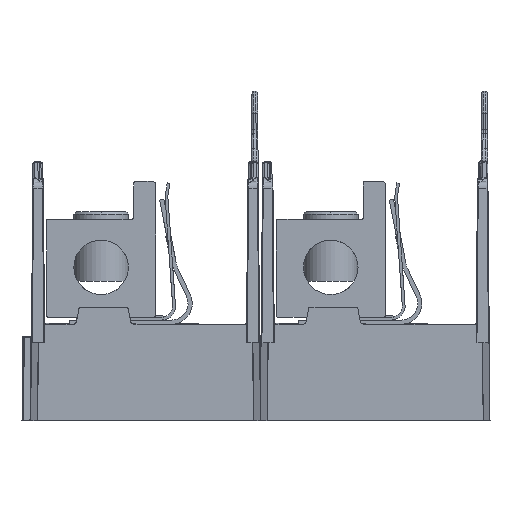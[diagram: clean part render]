
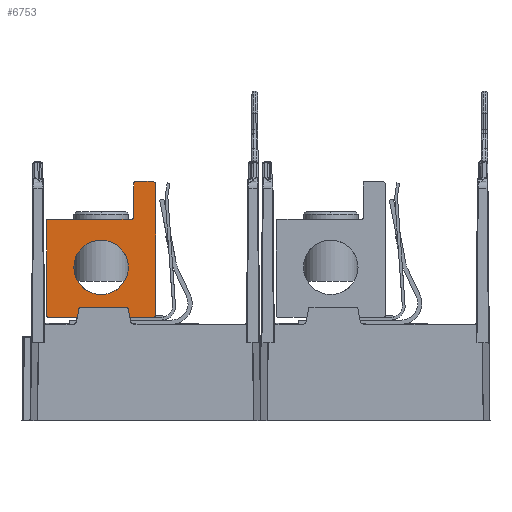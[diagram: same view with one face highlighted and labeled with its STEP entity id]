
A CAD part, left-side view. The second image highlights one B-rep face of the part: STEP entity #6753.
In plain terms, the highlighted planar face has unit normal (1, 0, 0).
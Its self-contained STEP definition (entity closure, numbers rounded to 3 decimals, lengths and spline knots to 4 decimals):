
#14 = ORIENTED_EDGE ( 'NONE', *, *, #44209, .F. ) ;
#36 = CARTESIAN_POINT ( 'NONE',  ( -3.5984, 3.423, 0.9934 ) ) ;
#65 = CARTESIAN_POINT ( 'NONE',  ( -3.5984, 2.1927, 1.4461 ) ) ;
#349 = CARTESIAN_POINT ( 'NONE',  ( -3.5984, 2.1927, 1.4067 ) ) ;
#1609 = VERTEX_POINT ( 'NONE', #80977 ) ;
#3041 = DIRECTION ( 'NONE',  ( 0., 1., 0. ) ) ;
#3172 = ORIENTED_EDGE ( 'NONE', *, *, #61458, .F. ) ;
#3391 = DIRECTION ( 'NONE',  ( 0., 0., -1. ) ) ;
#5336 = AXIS2_PLACEMENT_3D ( 'NONE', #78321, #36416, #3391 ) ;
#5553 = ORIENTED_EDGE ( 'NONE', *, *, #102713, .F. ) ;
#5675 = CARTESIAN_POINT ( 'NONE',  ( -3.5984, 3.4427, 0.9934 ) ) ;
#6184 = CARTESIAN_POINT ( 'NONE',  ( -3.5984, 3.4359, -0.107 ) ) ;
#6225 = CIRCLE ( 'NONE', #48358, 0.0197 ) ;
#6753 = ADVANCED_FACE ( 'NONE', ( #50747, #43552 ), #26983, .F. ) ;
#7218 = DIRECTION ( 'NONE',  ( 1., 0., 0. ) ) ;
#8892 = DIRECTION ( 'NONE',  ( -1., 0., 0. ) ) ;
#8924 = CARTESIAN_POINT ( 'NONE',  ( -3.5984, 3.4255, -0.1118 ) ) ;
#9472 = CARTESIAN_POINT ( 'NONE',  ( -3.5984, 3.423, -0.1118 ) ) ;
#9499 = B_SPLINE_CURVE_WITH_KNOTS ( 'NONE', 3,
 ( #41416, #106410, #74469, #108613, #99220, #98124, #22681, #106951, #6184, #56282, #18224, #94226, #67275, #17696, #8924, #9472 ),
 .UNSPECIFIED., .F., .F.,
 ( 4, 1, 2, 2, 2, 1, 2, 2, 4 ),
 ( 0., 0.125, 0.1875, 0.25, 0.5, 0.625, 0.6875, 0.75, 1. ),
 .UNSPECIFIED. ) ;
#10095 = AXIS2_PLACEMENT_3D ( 'NONE', #74951, #24771, #51751 ) ;
#13317 = ORIENTED_EDGE ( 'NONE', *, *, #75091, .F. ) ;
#13354 = VECTOR ( 'NONE', #32526, 39.3701 ) ;
#14851 = DIRECTION ( 'NONE',  ( 0., 0., -1. ) ) ;
#14974 = CARTESIAN_POINT ( 'NONE',  ( -3.5984, 2.423, 1.4461 ) ) ;
#15311 = CIRCLE ( 'NONE', #10095, 0.0197 ) ;
#16295 = VERTEX_POINT ( 'NONE', #106940 ) ;
#16964 = ORIENTED_EDGE ( 'NONE', *, *, #91945, .F. ) ;
#17285 = DIRECTION ( 'NONE',  ( 0., 0., 1. ) ) ;
#17696 = CARTESIAN_POINT ( 'NONE',  ( -3.5984, 3.4279, -0.1113 ) ) ;
#18224 = CARTESIAN_POINT ( 'NONE',  ( -3.5984, 3.4327, -0.1092 ) ) ;
#18938 = CIRCLE ( 'NONE', #41849, 0.0197 ) ;
#19422 = CARTESIAN_POINT ( 'NONE',  ( -3.5984, 2.8177, 0.1473 ) ) ;
#19509 = VERTEX_POINT ( 'NONE', #64320 ) ;
#20715 = CARTESIAN_POINT ( 'NONE',  ( -3.5984, 2.1927, -0.1118 ) ) ;
#21160 = ORIENTED_EDGE ( 'NONE', *, *, #107833, .T. ) ;
#21195 = DIRECTION ( 'NONE',  ( 1., 0., 0. ) ) ;
#21948 = ORIENTED_EDGE ( 'NONE', *, *, #24872, .F. ) ;
#22634 = LINE ( 'NONE', #31417, #13354 ) ;
#22681 = CARTESIAN_POINT ( 'NONE',  ( -3.5984, 3.4403, -0.1018 ) ) ;
#24771 = DIRECTION ( 'NONE',  ( 1., 0., 0. ) ) ;
#24872 = EDGE_CURVE ( 'NONE', #80171, #55111, #52840, .T. ) ;
#25535 = DIRECTION ( 'NONE',  ( 1., 0., 0. ) ) ;
#25923 = VECTOR ( 'NONE', #34433, 39.3701 ) ;
#26983 = PLANE ( 'NONE',  #92032 ) ;
#27067 = CARTESIAN_POINT ( 'NONE',  ( -3.5984, 2.8177, 0.4599 ) ) ;
#27394 = AXIS2_PLACEMENT_3D ( 'NONE', #105223, #30812, #14851 ) ;
#30526 = CARTESIAN_POINT ( 'NONE',  ( -3.5984, 3.4427, -0.0921 ) ) ;
#30812 = DIRECTION ( 'NONE',  ( 1., 0., 0. ) ) ;
#31417 = CARTESIAN_POINT ( 'NONE',  ( -3.5984, 2.1927, -0.1118 ) ) ;
#32518 = DIRECTION ( 'NONE',  ( 0., 0., 1. ) ) ;
#32526 = DIRECTION ( 'NONE',  ( 0., -1., 0. ) ) ;
#33699 = CARTESIAN_POINT ( 'NONE',  ( -3.5984, 3.4427, 1.4461 ) ) ;
#34433 = DIRECTION ( 'NONE',  ( 0., 1., 0. ) ) ;
#36416 = DIRECTION ( 'NONE',  ( 1., 0., 0. ) ) ;
#36460 = VERTEX_POINT ( 'NONE', #30526 ) ;
#38362 = VERTEX_POINT ( 'NONE', #49813 ) ;
#40944 = VECTOR ( 'NONE', #61394, 39.3701 ) ;
#41395 = VECTOR ( 'NONE', #75088, 39.3701 ) ;
#41416 = CARTESIAN_POINT ( 'NONE',  ( -3.5984, 3.4427, -0.0921 ) ) ;
#41459 = DIRECTION ( 'NONE',  ( 0., 0., -1. ) ) ;
#41849 = AXIS2_PLACEMENT_3D ( 'NONE', #92730, #25535, #17285 ) ;
#43327 = CARTESIAN_POINT ( 'NONE',  ( -3.5984, 2.8177, 0.7725 ) ) ;
#43552 = FACE_OUTER_BOUND ( 'NONE', #57201, .T. ) ;
#44209 = EDGE_CURVE ( 'NONE', #59617, #46210, #48380, .T. ) ;
#44326 = LINE ( 'NONE', #84575, #40944 ) ;
#46210 = VERTEX_POINT ( 'NONE', #43327 ) ;
#48358 = AXIS2_PLACEMENT_3D ( 'NONE', #36, #7218, #32518 ) ;
#48380 = CIRCLE ( 'NONE', #97562, 0.3126 ) ;
#49813 = CARTESIAN_POINT ( 'NONE',  ( -3.5984, 2.2123, -0.1118 ) ) ;
#50747 = FACE_BOUND ( 'NONE', #84432, .T. ) ;
#51347 = DIRECTION ( 'NONE',  ( 1., 0., 0. ) ) ;
#51751 = DIRECTION ( 'NONE',  ( 0., 0., 1. ) ) ;
#52298 = VERTEX_POINT ( 'NONE', #14974 ) ;
#52840 = CIRCLE ( 'NONE', #5336, 0.0197 ) ;
#55111 = VERTEX_POINT ( 'NONE', #62676 ) ;
#55971 = CARTESIAN_POINT ( 'NONE',  ( -3.5984, 2.4427, 1.0327 ) ) ;
#56282 = CARTESIAN_POINT ( 'NONE',  ( -3.5984, 3.4344, -0.1082 ) ) ;
#56867 = LINE ( 'NONE', #33699, #41395 ) ;
#57201 = EDGE_LOOP ( 'NONE', ( #60522, #91542, #13317, #99075, #102509, #21948, #3172, #21160, #100529, #58220, #5553, #102590 ) ) ;
#58220 = ORIENTED_EDGE ( 'NONE', *, *, #84167, .T. ) ;
#59079 = VERTEX_POINT ( 'NONE', #349 ) ;
#59528 = VERTEX_POINT ( 'NONE', #77869 ) ;
#59617 = VERTEX_POINT ( 'NONE', #19422 ) ;
#59949 = EDGE_CURVE ( 'NONE', #36460, #16295, #9499, .T. ) ;
#60057 = DIRECTION ( 'NONE',  ( 0., 0., 1. ) ) ;
#60293 = LINE ( 'NONE', #79039, #85580 ) ;
#60522 = ORIENTED_EDGE ( 'NONE', *, *, #93461, .F. ) ;
#61394 = DIRECTION ( 'NONE',  ( 0., 0., -1. ) ) ;
#61458 = EDGE_CURVE ( 'NONE', #19509, #80171, #44326, .T. ) ;
#62577 = VECTOR ( 'NONE', #86826, 39.3701 ) ;
#62676 = CARTESIAN_POINT ( 'NONE',  ( -3.5984, 2.4623, 1.013 ) ) ;
#63902 = CIRCLE ( 'NONE', #78051, 0.0394 ) ;
#64320 = CARTESIAN_POINT ( 'NONE',  ( -3.5984, 2.4427, 1.4264 ) ) ;
#67275 = CARTESIAN_POINT ( 'NONE',  ( -3.5984, 3.4308, -0.1101 ) ) ;
#69131 = CARTESIAN_POINT ( 'NONE',  ( -3.5984, 2.1927, 1.013 ) ) ;
#74469 = CARTESIAN_POINT ( 'NONE',  ( -3.5984, 3.4425, -0.0952 ) ) ;
#74817 = VERTEX_POINT ( 'NONE', #5675 ) ;
#74951 = CARTESIAN_POINT ( 'NONE',  ( -3.5984, 2.2123, -0.0921 ) ) ;
#75088 = DIRECTION ( 'NONE',  ( 0., 0., -1. ) ) ;
#75091 = EDGE_CURVE ( 'NONE', #74817, #36460, #56867, .T. ) ;
#76063 = VERTEX_POINT ( 'NONE', #83900 ) ;
#77869 = CARTESIAN_POINT ( 'NONE',  ( -3.5984, 2.1927, -0.0921 ) ) ;
#78051 = AXIS2_PLACEMENT_3D ( 'NONE', #96650, #21195, #104376 ) ;
#78321 = CARTESIAN_POINT ( 'NONE',  ( -3.5984, 2.4623, 1.0327 ) ) ;
#79039 = CARTESIAN_POINT ( 'NONE',  ( -3.5984, 2.1927, 1.4461 ) ) ;
#80171 = VERTEX_POINT ( 'NONE', #55971 ) ;
#80977 = CARTESIAN_POINT ( 'NONE',  ( -3.5984, 2.232, 1.4461 ) ) ;
#83900 = CARTESIAN_POINT ( 'NONE',  ( -3.5984, 3.423, 1.013 ) ) ;
#84167 = EDGE_CURVE ( 'NONE', #1609, #59079, #63902, .T. ) ;
#84432 = EDGE_LOOP ( 'NONE', ( #14, #16964 ) ) ;
#84575 = CARTESIAN_POINT ( 'NONE',  ( -3.5984, 2.4427, 1.4461 ) ) ;
#85580 = VECTOR ( 'NONE', #3041, 39.3701 ) ;
#86728 = LINE ( 'NONE', #69131, #25923 ) ;
#86826 = DIRECTION ( 'NONE',  ( 0., 0., 1. ) ) ;
#87188 = CIRCLE ( 'NONE', #27394, 0.3126 ) ;
#87976 = EDGE_CURVE ( 'NONE', #55111, #76063, #86728, .T. ) ;
#91542 = ORIENTED_EDGE ( 'NONE', *, *, #59949, .F. ) ;
#91945 = EDGE_CURVE ( 'NONE', #46210, #59617, #87188, .T. ) ;
#92032 = AXIS2_PLACEMENT_3D ( 'NONE', #65, #8892, #60057 ) ;
#92730 = CARTESIAN_POINT ( 'NONE',  ( -3.5984, 2.423, 1.4264 ) ) ;
#93461 = EDGE_CURVE ( 'NONE', #16295, #38362, #22634, .T. ) ;
#94226 = CARTESIAN_POINT ( 'NONE',  ( -3.5984, 3.4315, -0.1098 ) ) ;
#96168 = LINE ( 'NONE', #20715, #62577 ) ;
#96650 = CARTESIAN_POINT ( 'NONE',  ( -3.5984, 2.232, 1.4067 ) ) ;
#97531 = EDGE_CURVE ( 'NONE', #59528, #38362, #15311, .T. ) ;
#97562 = AXIS2_PLACEMENT_3D ( 'NONE', #27067, #51347, #41459 ) ;
#98124 = CARTESIAN_POINT ( 'NONE',  ( -3.5984, 3.4415, -0.0987 ) ) ;
#99075 = ORIENTED_EDGE ( 'NONE', *, *, #100998, .T. ) ;
#99220 = CARTESIAN_POINT ( 'NONE',  ( -3.5984, 3.4417, -0.0981 ) ) ;
#100529 = ORIENTED_EDGE ( 'NONE', *, *, #103638, .F. ) ;
#100998 = EDGE_CURVE ( 'NONE', #74817, #76063, #6225, .T. ) ;
#102509 = ORIENTED_EDGE ( 'NONE', *, *, #87976, .F. ) ;
#102590 = ORIENTED_EDGE ( 'NONE', *, *, #97531, .T. ) ;
#102713 = EDGE_CURVE ( 'NONE', #59528, #59079, #96168, .T. ) ;
#103638 = EDGE_CURVE ( 'NONE', #1609, #52298, #60293, .T. ) ;
#104376 = DIRECTION ( 'NONE',  ( 0., 0., 1. ) ) ;
#105223 = CARTESIAN_POINT ( 'NONE',  ( -3.5984, 2.8177, 0.4599 ) ) ;
#106410 = CARTESIAN_POINT ( 'NONE',  ( -3.5984, 3.4427, -0.0933 ) ) ;
#106940 = CARTESIAN_POINT ( 'NONE',  ( -3.5984, 3.423, -0.1118 ) ) ;
#106951 = CARTESIAN_POINT ( 'NONE',  ( -3.5984, 3.4388, -0.1041 ) ) ;
#107833 = EDGE_CURVE ( 'NONE', #19509, #52298, #18938, .T. ) ;
#108613 = CARTESIAN_POINT ( 'NONE',  ( -3.5984, 3.4421, -0.097 ) ) ;
